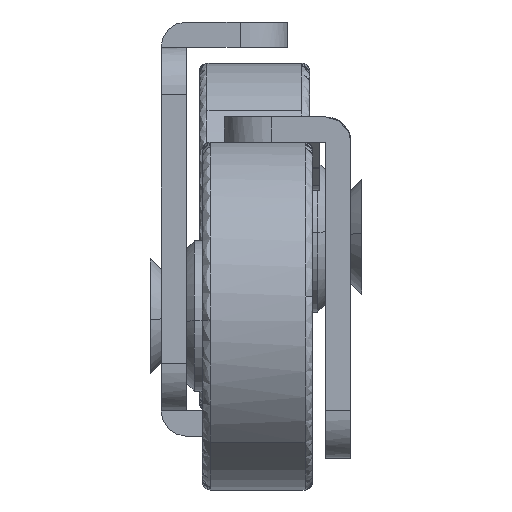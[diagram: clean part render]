
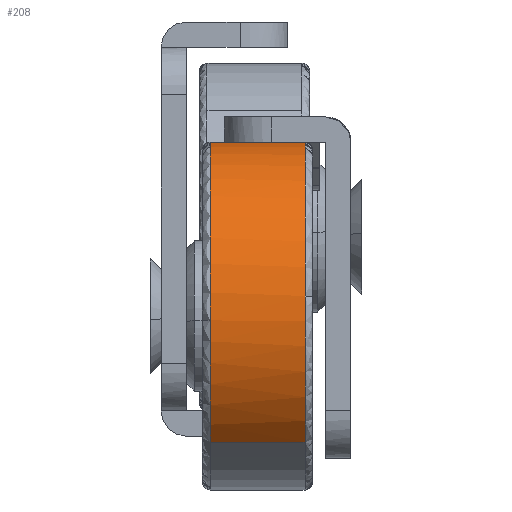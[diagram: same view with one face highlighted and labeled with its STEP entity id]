
A CAD part, left-side view. The second image highlights one B-rep face of the part: STEP entity #208.
In plain terms, the highlighted free-form (B-spline) face has degree [2, 1] with [7, 2] control points.
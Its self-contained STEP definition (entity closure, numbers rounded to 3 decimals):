
#44=CARTESIAN_POINT('',(3.428,-9.25,-20.579));
#45=CARTESIAN_POINT('',(-4.551,-9.25,-13.007));
#46=CARTESIAN_POINT('',(3.021,-9.25,-5.028));
#47=CARTESIAN_POINT('',(10.593,-9.25,2.951));
#48=CARTESIAN_POINT('',(18.572,-9.25,-4.621));
#49=CARTESIAN_POINT('',(26.551,-9.25,-12.193));
#50=CARTESIAN_POINT('',(18.979,-9.25,-20.172));
#51=CARTESIAN_POINT('',(3.428,-2.946,-20.579));
#52=CARTESIAN_POINT('',(-4.551,-2.946,-13.007));
#53=CARTESIAN_POINT('',(3.021,-2.946,-5.028));
#54=CARTESIAN_POINT('',(10.593,-2.946,2.951));
#55=CARTESIAN_POINT('',(18.572,-2.946,-4.621));
#56=CARTESIAN_POINT('',(26.551,-2.946,-12.193));
#57=CARTESIAN_POINT('',(18.979,-2.946,-20.172));
#65=(BOUNDED_SURFACE()B_SPLINE_SURFACE(2,1,((#44,#51),(#45,#52),(#46,#53),(#47,#54),(#48,#55),(#49,#56),(#50,#57)),.UNSPECIFIED.,.F.,.F.,.U.)B_SPLINE_SURFACE_WITH_KNOTS((3,2,2,3),(2,2),(0.0,18.225,36.451,54.676),(0.0,6.304),.UNSPECIFIED.)GEOMETRIC_REPRESENTATION_ITEM()RATIONAL_B_SPLINE_SURFACE(((1.0,1.0),(0.707,0.707),(1.0,1.0),(0.707,0.707),(1.0,1.0),(0.707,0.707),(1.0,1.0)))REPRESENTATION_ITEM('')SURFACE());
#66=CARTESIAN_POINT('',(3.428,-9.1,-20.579));
#67=VERTEX_POINT('',#66);
#68=CARTESIAN_POINT('',(0.074,-9.1,-11.33));
#69=VERTEX_POINT('',#68);
#70=CARTESIAN_POINT('',(3.428,-9.1,-20.579));
#71=CARTESIAN_POINT('',(0.0,-9.1,-17.326));
#72=CARTESIAN_POINT('',(0.0,-9.1,-12.6));
#73=CARTESIAN_POINT('',(0.0,-9.1,-11.963));
#74=CARTESIAN_POINT('',(0.074,-9.1,-11.33));
#82=(BOUNDED_CURVE()B_SPLINE_CURVE(2,(#70,#71,#72,#73,#74),.UNSPECIFIED.,.F.,.U.)B_SPLINE_CURVE_WITH_KNOTS((3,2,3),(0.621,0.75,0.77),.UNSPECIFIED.)CURVE()GEOMETRIC_REPRESENTATION_ITEM()RATIONAL_B_SPLINE_CURVE((0.854,0.849,1.0,0.977,0.957))REPRESENTATION_ITEM(''));
#83=EDGE_CURVE('',#67,#69,#82,.T.);
#84=ORIENTED_EDGE('',*,*,#83,.T.);
#85=CARTESIAN_POINT('',(11.0,-9.1,-1.6));
#86=VERTEX_POINT('',#85);
#87=CARTESIAN_POINT('',(0.074,-9.1,-11.33));
#88=CARTESIAN_POINT('',(1.205,-9.1,-1.6));
#89=CARTESIAN_POINT('',(11.0,-9.1,-1.6));
#97=(BOUNDED_CURVE()B_SPLINE_CURVE(2,(#87,#88,#89),.UNSPECIFIED.,.F.,.U.)B_SPLINE_CURVE_WITH_KNOTS((3,3),(0.77,1.0),.UNSPECIFIED.)CURVE()GEOMETRIC_REPRESENTATION_ITEM()RATIONAL_B_SPLINE_CURVE((0.957,0.731,1.0))REPRESENTATION_ITEM(''));
#98=EDGE_CURVE('',#69,#86,#97,.T.);
#99=ORIENTED_EDGE('',*,*,#98,.T.);
#100=CARTESIAN_POINT('',(22.0,-9.1,-12.6));
#101=VERTEX_POINT('',#100);
#102=CARTESIAN_POINT('',(11.0,-9.1,-1.6));
#103=CARTESIAN_POINT('',(22.,-9.1,-1.6));
#104=CARTESIAN_POINT('',(22.,-9.1,-12.6));
#112=(BOUNDED_CURVE()B_SPLINE_CURVE(2,(#102,#103,#104),.UNSPECIFIED.,.F.,.U.)B_SPLINE_CURVE_WITH_KNOTS((3,3),(0.0,0.25),.UNSPECIFIED.)CURVE()GEOMETRIC_REPRESENTATION_ITEM()RATIONAL_B_SPLINE_CURVE((1.0,0.707,1.))REPRESENTATION_ITEM(''));
#113=EDGE_CURVE('',#86,#101,#112,.T.);
#114=ORIENTED_EDGE('',*,*,#113,.T.);
#115=CARTESIAN_POINT('',(18.979,-9.1,-20.172));
#116=VERTEX_POINT('',#115);
#117=CARTESIAN_POINT('',(22.0,-9.1,-12.6));
#118=CARTESIAN_POINT('',(22.,-9.1,-16.989));
#119=CARTESIAN_POINT('',(18.979,-9.1,-20.172));
#127=(BOUNDED_CURVE()B_SPLINE_CURVE(2,(#117,#118,#119),.UNSPECIFIED.,.F.,.U.)B_SPLINE_CURVE_WITH_KNOTS((3,3),(0.25,0.371),.UNSPECIFIED.)CURVE()GEOMETRIC_REPRESENTATION_ITEM()RATIONAL_B_SPLINE_CURVE((1.,0.858,0.854))REPRESENTATION_ITEM(''));
#128=EDGE_CURVE('',#101,#116,#127,.T.);
#129=ORIENTED_EDGE('',*,*,#128,.T.);
#130=CARTESIAN_POINT('',(18.979,-3.1,-20.172));
#131=VERTEX_POINT('',#130);
#132=CARTESIAN_POINT('',(18.979,-9.1,-20.172));
#133=CARTESIAN_POINT('',(18.979,-3.1,-20.172));
#134=QUASI_UNIFORM_CURVE('',1,(#132,#133),.UNSPECIFIED.,.F.,.U.);
#135=EDGE_CURVE('',#116,#131,#134,.T.);
#136=ORIENTED_EDGE('',*,*,#135,.T.);
#137=CARTESIAN_POINT('',(21.997,-3.1,-12.324));
#138=VERTEX_POINT('',#137);
#139=CARTESIAN_POINT('',(21.997,-3.1,-12.324));
#140=CARTESIAN_POINT('',(22.,-3.1,-12.462));
#141=CARTESIAN_POINT('',(22.0,-3.1,-12.6));
#142=CARTESIAN_POINT('',(22.,-3.1,-16.989));
#143=CARTESIAN_POINT('',(18.979,-3.1,-20.172));
#151=(BOUNDED_CURVE()B_SPLINE_CURVE(2,(#139,#140,#141,#142,#143),.UNSPECIFIED.,.F.,.U.)B_SPLINE_CURVE_WITH_KNOTS((3,2,3),(0.246,0.25,0.371),.UNSPECIFIED.)CURVE()GEOMETRIC_REPRESENTATION_ITEM()RATIONAL_B_SPLINE_CURVE((0.99,0.995,1.0,0.858,0.854))REPRESENTATION_ITEM(''));
#152=EDGE_CURVE('',#138,#131,#151,.T.);
#153=ORIENTED_EDGE('',*,*,#152,.F.);
#154=CARTESIAN_POINT('',(11.0,-3.1,-1.6));
#155=VERTEX_POINT('',#154);
#156=CARTESIAN_POINT('',(11.0,-3.1,-1.6));
#157=CARTESIAN_POINT('',(21.727,-3.1,-1.6));
#158=CARTESIAN_POINT('',(21.997,-3.1,-12.324));
#166=(BOUNDED_CURVE()B_SPLINE_CURVE(2,(#156,#157,#158),.UNSPECIFIED.,.F.,.U.)B_SPLINE_CURVE_WITH_KNOTS((3,3),(0.0,0.246),.UNSPECIFIED.)CURVE()GEOMETRIC_REPRESENTATION_ITEM()RATIONAL_B_SPLINE_CURVE((1.0,0.712,0.99))REPRESENTATION_ITEM(''));
#167=EDGE_CURVE('',#155,#138,#166,.T.);
#168=ORIENTED_EDGE('',*,*,#167,.F.);
#169=CARTESIAN_POINT('',(0.003,-3.1,-12.876));
#170=VERTEX_POINT('',#169);
#171=CARTESIAN_POINT('',(0.003,-3.1,-12.876));
#172=CARTESIAN_POINT('',(0.0,-3.1,-12.738));
#173=CARTESIAN_POINT('',(0.0,-3.1,-12.6));
#174=CARTESIAN_POINT('',(0.0,-3.1,-1.6));
#175=CARTESIAN_POINT('',(11.0,-3.1,-1.6));
#183=(BOUNDED_CURVE()B_SPLINE_CURVE(2,(#171,#172,#173,#174,#175),.UNSPECIFIED.,.F.,.U.)B_SPLINE_CURVE_WITH_KNOTS((3,2,3),(0.746,0.75,1.0),.UNSPECIFIED.)CURVE()GEOMETRIC_REPRESENTATION_ITEM()RATIONAL_B_SPLINE_CURVE((0.99,0.995,1.0,0.707,1.0))REPRESENTATION_ITEM(''));
#184=EDGE_CURVE('',#170,#155,#183,.T.);
#185=ORIENTED_EDGE('',*,*,#184,.F.);
#186=CARTESIAN_POINT('',(3.428,-3.1,-20.579));
#187=VERTEX_POINT('',#186);
#188=CARTESIAN_POINT('',(3.428,-3.1,-20.579));
#189=CARTESIAN_POINT('',(0.118,-3.1,-17.438));
#190=CARTESIAN_POINT('',(0.003,-3.1,-12.876));
#198=(BOUNDED_CURVE()B_SPLINE_CURVE(2,(#188,#189,#190),.UNSPECIFIED.,.F.,.U.)B_SPLINE_CURVE_WITH_KNOTS((3,3),(0.621,0.746),.UNSPECIFIED.)CURVE()GEOMETRIC_REPRESENTATION_ITEM()RATIONAL_B_SPLINE_CURVE((0.854,0.849,0.99))REPRESENTATION_ITEM(''));
#199=EDGE_CURVE('',#187,#170,#198,.T.);
#200=ORIENTED_EDGE('',*,*,#199,.F.);
#201=CARTESIAN_POINT('',(3.428,-9.1,-20.579));
#202=CARTESIAN_POINT('',(3.428,-3.1,-20.579));
#203=QUASI_UNIFORM_CURVE('',1,(#201,#202),.UNSPECIFIED.,.F.,.U.);
#204=EDGE_CURVE('',#67,#187,#203,.T.);
#205=ORIENTED_EDGE('',*,*,#204,.F.);
#206=EDGE_LOOP('',(#84,#99,#114,#129,#136,#153,#168,#185,#200,#205));
#207=FACE_OUTER_BOUND('',#206,.T.);
#208=ADVANCED_FACE('',(#207),#65,.T.);
